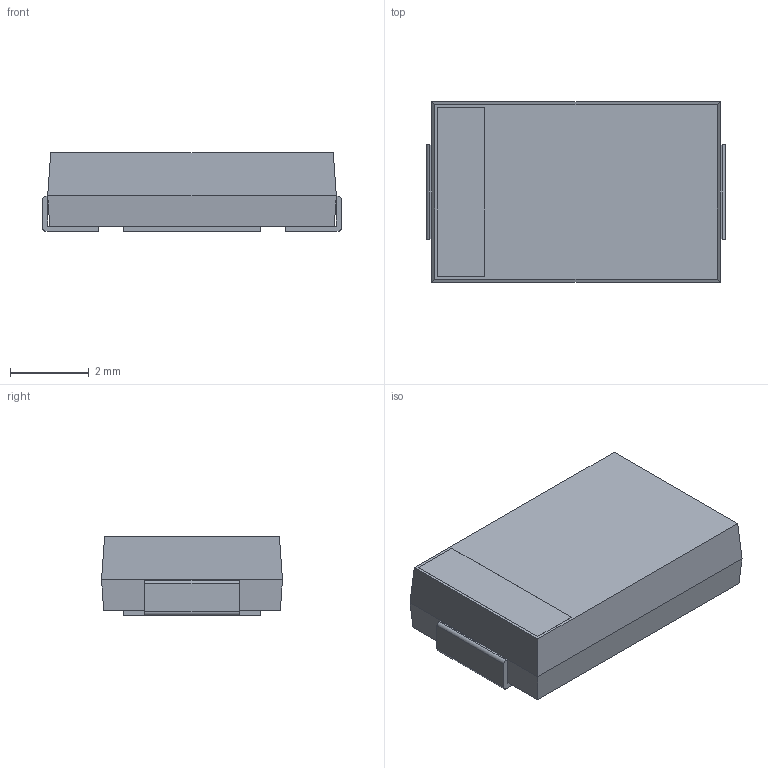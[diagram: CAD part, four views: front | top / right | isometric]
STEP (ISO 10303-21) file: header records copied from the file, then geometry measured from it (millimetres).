
FILE_DESCRIPTION(('FreeCAD Model'),'2;1');
FILE_NAME('Tantalum_Case-V_EIA-7343-20.step','2016-12-18T09:21:27',('Author'),(''), 'Open CASCADE STEP processor 6.8','FreeCAD','Unknown');
FILE_SCHEMA(('AUTOMOTIVE_DESIGN_CC2 { 1 2 10303 214 -1 1 5 4 }'));
Length unit declared in the file: millimetre
Products named in the file (1): Tantalum_V_7443H15
Bounding box: 7.6 x 4.6 x 2 mm (x, y, z)
Volume: 64.6 mm3; surface area: 121.6 mm2
Topology: 1 solids, 1 shells, 40 faces, 108 edges, 72 vertices
Faces by surface type: plane 28, bspline 8, cylinder 4
Entity records: 4672 total; most frequent: CARTESIAN_POINT 2327, DIRECTION 334, LINE 248, VECTOR 248, ORIENTED_EDGE 216, PCURVE 216, DEFINITIONAL_REPRESENTATION 216, EDGE_CURVE 108
